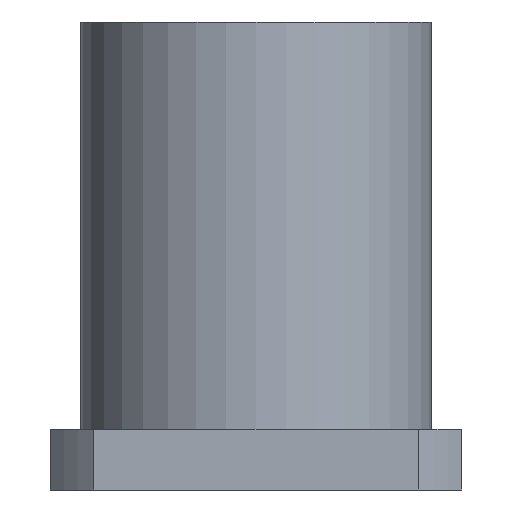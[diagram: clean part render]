
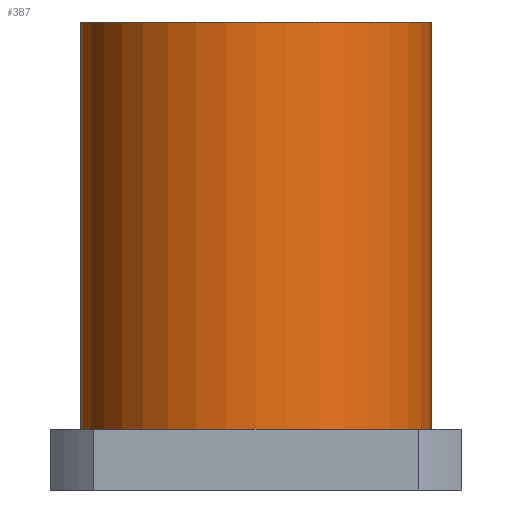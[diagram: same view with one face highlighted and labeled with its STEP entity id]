
A CAD part, front view. The second image highlights one B-rep face of the part: STEP entity #387.
In plain terms, the highlighted cylindrical face has radius 37.5 mm (diameter 75 mm), a partial arc.
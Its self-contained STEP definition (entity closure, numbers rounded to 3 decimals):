
#42 = CYLINDRICAL_SURFACE ( 'NONE', #522, 37.5 ) ;
#57 = EDGE_CURVE ( 'NONE', #119, #122, #804, .T. ) ;
#66 = DIRECTION ( 'NONE',  ( 1., 0., 0. ) ) ;
#71 = CARTESIAN_POINT ( 'NONE',  ( 0., 0., -37. ) ) ;
#97 = CARTESIAN_POINT ( 'NONE',  ( -37.5, 0., -37. ) ) ;
#119 = VERTEX_POINT ( 'NONE', #773 ) ;
#122 = VERTEX_POINT ( 'NONE', #974 ) ;
#210 = ORIENTED_EDGE ( 'NONE', *, *, #57, .T. ) ;
#241 = CARTESIAN_POINT ( 'NONE',  ( 0., 0., 50. ) ) ;
#243 = EDGE_CURVE ( 'NONE', #334, #808, #434, .T. ) ;
#249 = DIRECTION ( 'NONE',  ( 0., 0., 1. ) ) ;
#288 = VECTOR ( 'NONE', #249, 1000. ) ;
#318 = DIRECTION ( 'NONE',  ( 0., 0., 1. ) ) ;
#334 = VERTEX_POINT ( 'NONE', #343 ) ;
#343 = CARTESIAN_POINT ( 'NONE',  ( -37.5, 0., -37. ) ) ;
#387 = ADVANCED_FACE ( 'NONE', ( #1059 ), #42, .T. ) ;
#434 = LINE ( 'NONE', #97, #288 ) ;
#488 = DIRECTION ( 'NONE',  ( 0., 0., 1. ) ) ;
#501 = CARTESIAN_POINT ( 'NONE',  ( -37.5, 0., 50. ) ) ;
#522 = AXIS2_PLACEMENT_3D ( 'NONE', #1048, #627, #876 ) ;
#528 = AXIS2_PLACEMENT_3D ( 'NONE', #71, #1005, #66 ) ;
#606 = ORIENTED_EDGE ( 'NONE', *, *, #1074, .T. ) ;
#615 = VECTOR ( 'NONE', #488, 1000. ) ;
#627 = DIRECTION ( 'NONE',  ( 0., 0., 1. ) ) ;
#698 = CIRCLE ( 'NONE', #844, 37.5 ) ;
#768 = EDGE_LOOP ( 'NONE', ( #942, #606, #210, #797 ) ) ;
#773 = CARTESIAN_POINT ( 'NONE',  ( 37.5, 0., -37. ) ) ;
#778 = EDGE_CURVE ( 'NONE', #808, #122, #698, .T. ) ;
#797 = ORIENTED_EDGE ( 'NONE', *, *, #778, .F. ) ;
#804 = LINE ( 'NONE', #1007, #615 ) ;
#808 = VERTEX_POINT ( 'NONE', #501 ) ;
#844 = AXIS2_PLACEMENT_3D ( 'NONE', #241, #318, #927 ) ;
#876 = DIRECTION ( 'NONE',  ( 1., 0., 0. ) ) ;
#927 = DIRECTION ( 'NONE',  ( 1., 0., 0. ) ) ;
#942 = ORIENTED_EDGE ( 'NONE', *, *, #243, .F. ) ;
#974 = CARTESIAN_POINT ( 'NONE',  ( 37.5, 0., 50. ) ) ;
#1005 = DIRECTION ( 'NONE',  ( 0., 0., 1. ) ) ;
#1007 = CARTESIAN_POINT ( 'NONE',  ( 37.5, 0., -37. ) ) ;
#1017 = CIRCLE ( 'NONE', #528, 37.5 ) ;
#1048 = CARTESIAN_POINT ( 'NONE',  ( 0., 0., -37. ) ) ;
#1059 = FACE_OUTER_BOUND ( 'NONE', #768, .T. ) ;
#1074 = EDGE_CURVE ( 'NONE', #334, #119, #1017, .T. ) ;
